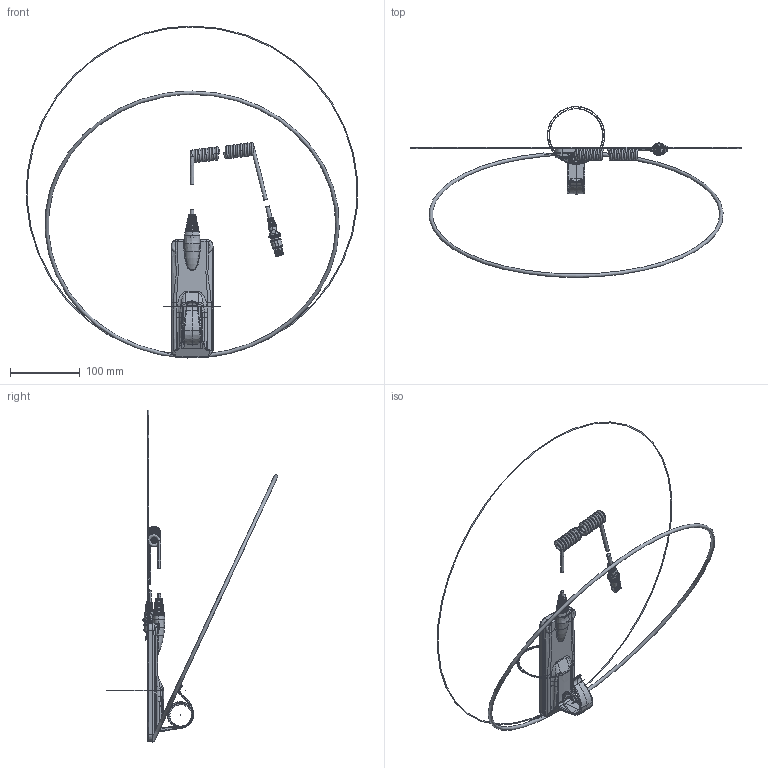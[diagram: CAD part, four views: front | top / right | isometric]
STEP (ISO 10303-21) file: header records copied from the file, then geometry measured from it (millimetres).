
FILE_DESCRIPTION((''),'2;1');
FILE_NAME('1050W4001_ASM','2020-04-24T10:07:36',('cnlw'),(''),'CREO PARAMETRIC BY PTC INC, 2019344','CREO PARAMETRIC BY PTC INC, 2019344','');
FILE_SCHEMA(('AUTOMOTIVE_DESIGN { 1 0 10303 214 1 1 1 1 }'));
Products named in the file (4): KH30BLHOUSING; 9141063; KH30BLCABLE; 1050W4001_ASM
Assembly tree (3 placements, depth 2):
  1050W4001_ASM
    KH30BLHOUSING
    9141063
    KH30BLCABLE
Bounding box: 473.88 x 245.02 x 475.13 mm (x, y, z)
Surface area: 102925.1 mm2 (no closed solid volume)
Topology: 0 solids, 0 shells, 1660 faces, 8575 edges, 8464 vertices
Faces by surface type: bspline 1492, torus 150, sphere 18
Entity records: 197807 total; most frequent: CARTESIAN_POINT 121908, DIRECTION 10738, TRIMMED_CURVE 9272, DEFINITIONAL_REPRESENTATION 8351, PCURVE 8351, COMPOSITE_CURVE_SEGMENT 8351, VECTOR 8156, LINE 8156
